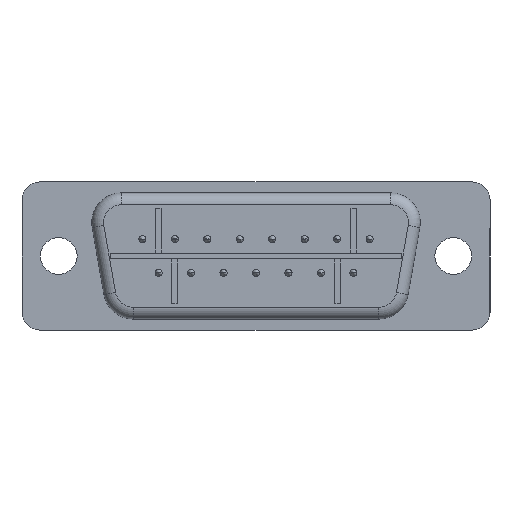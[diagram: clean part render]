
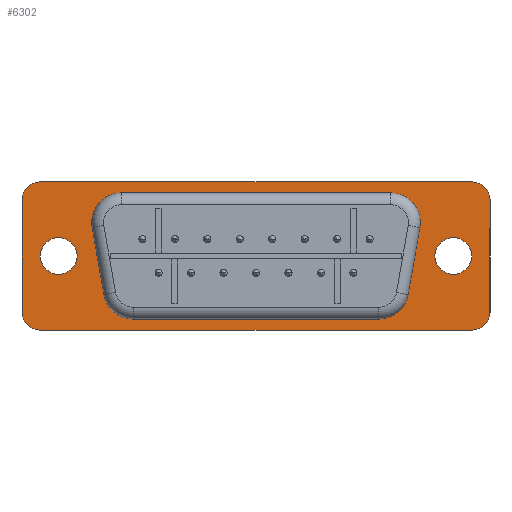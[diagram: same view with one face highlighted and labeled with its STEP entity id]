
A CAD part, front view. The second image highlights one B-rep face of the part: STEP entity #6302.
In plain terms, the highlighted planar face has unit normal (0, -1, 0).
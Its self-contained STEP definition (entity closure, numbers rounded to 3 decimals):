
#5898=CARTESIAN_POINT('',(15.1,8.927,-0.8));
#5899=VERTEX_POINT('',#5898);
#5915=CARTESIAN_POINT('',(18.2,8.927,-0.8));
#5916=VERTEX_POINT('',#5915);
#5923=CARTESIAN_POINT('',(16.65,8.927,-0.8));
#5924=DIRECTION('',(0.0,1.0,0.0));
#5925=DIRECTION('',(-1.0,0.0,0.0));
#5926=AXIS2_PLACEMENT_3D('',#5923,#5924,#5925);
#5927=CIRCLE('',#5926,1.55);
#5928=EDGE_CURVE('',#5899,#5916,#5927,.T.);
#5940=CARTESIAN_POINT('',(-18.2,8.927,-0.8));
#5941=VERTEX_POINT('',#5940);
#5957=CARTESIAN_POINT('',(-15.1,8.927,-0.8));
#5958=VERTEX_POINT('',#5957);
#5965=CARTESIAN_POINT('',(-16.65,8.927,-0.8));
#5966=DIRECTION('',(0.0,1.0,0.0));
#5967=DIRECTION('',(-1.0,0.0,0.0));
#5968=AXIS2_PLACEMENT_3D('',#5965,#5966,#5967);
#5969=CIRCLE('',#5968,1.55);
#5970=EDGE_CURVE('',#5941,#5958,#5969,.T.);
#5981=CARTESIAN_POINT('',(-16.65,8.927,-0.8));
#5982=DIRECTION('',(0.0,1.0,0.0));
#5983=DIRECTION('',(-1.0,0.0,0.0));
#5984=AXIS2_PLACEMENT_3D('',#5981,#5982,#5983);
#5985=CIRCLE('',#5984,1.55);
#5986=EDGE_CURVE('',#5958,#5941,#5985,.T.);
#6005=CARTESIAN_POINT('',(16.65,8.927,-0.8));
#6006=DIRECTION('',(0.0,1.0,0.0));
#6007=DIRECTION('',(-1.0,0.0,0.0));
#6008=AXIS2_PLACEMENT_3D('',#6005,#6006,#6007);
#6009=CIRCLE('',#6008,1.55);
#6010=EDGE_CURVE('',#5916,#5899,#6009,.T.);
#6028=CARTESIAN_POINT('',(-18.25,8.927,5.45));
#6029=VERTEX_POINT('',#6028);
#6030=CARTESIAN_POINT('',(18.25,8.927,5.45));
#6031=VERTEX_POINT('',#6030);
#6032=CARTESIAN_POINT('',(-18.25,8.927,5.45));
#6033=DIRECTION('',(1.0,0.0,0.0));
#6034=VECTOR('',#6033,36.5);
#6035=LINE('',#6032,#6034);
#6036=EDGE_CURVE('',#6029,#6031,#6035,.T.);
#6068=CARTESIAN_POINT('',(19.75,8.927,3.95));
#6069=VERTEX_POINT('',#6068);
#6070=CARTESIAN_POINT('',(18.25,8.927,3.95));
#6071=DIRECTION('',(0.,1.0,0.));
#6072=DIRECTION('',(0.707,0.,0.707));
#6073=AXIS2_PLACEMENT_3D('',#6070,#6071,#6072);
#6074=CIRCLE('',#6073,1.5);
#6075=EDGE_CURVE('',#6031,#6069,#6074,.T.);
#6101=CARTESIAN_POINT('',(19.75,8.927,-5.55));
#6102=VERTEX_POINT('',#6101);
#6103=CARTESIAN_POINT('',(19.75,8.927,3.95));
#6104=DIRECTION('',(0.0,0.0,-1.0));
#6105=VECTOR('',#6104,9.5);
#6106=LINE('',#6103,#6105);
#6107=EDGE_CURVE('',#6069,#6102,#6106,.T.);
#6132=CARTESIAN_POINT('',(18.25,8.927,-7.05));
#6133=VERTEX_POINT('',#6132);
#6134=CARTESIAN_POINT('',(18.25,8.927,-5.55));
#6135=DIRECTION('',(0.,1.0,0.));
#6136=DIRECTION('',(0.707,0.,-0.707));
#6137=AXIS2_PLACEMENT_3D('',#6134,#6135,#6136);
#6138=CIRCLE('',#6137,1.5);
#6139=EDGE_CURVE('',#6102,#6133,#6138,.T.);
#6165=CARTESIAN_POINT('',(-18.25,8.927,-7.05));
#6166=VERTEX_POINT('',#6165);
#6167=CARTESIAN_POINT('',(18.25,8.927,-7.05));
#6168=DIRECTION('',(-1.0,0.0,0.0));
#6169=VECTOR('',#6168,36.5);
#6170=LINE('',#6167,#6169);
#6171=EDGE_CURVE('',#6133,#6166,#6170,.T.);
#6196=CARTESIAN_POINT('',(-19.75,8.927,-5.55));
#6197=VERTEX_POINT('',#6196);
#6198=CARTESIAN_POINT('',(-18.25,8.927,-5.55));
#6199=DIRECTION('',(0.,1.0,0.));
#6200=DIRECTION('',(-0.707,0.,-0.707));
#6201=AXIS2_PLACEMENT_3D('',#6198,#6199,#6200);
#6202=CIRCLE('',#6201,1.5);
#6203=EDGE_CURVE('',#6166,#6197,#6202,.T.);
#6229=CARTESIAN_POINT('',(-19.75,8.927,3.95));
#6230=VERTEX_POINT('',#6229);
#6231=CARTESIAN_POINT('',(-19.75,8.927,-5.55));
#6232=DIRECTION('',(0.0,0.0,1.0));
#6233=VECTOR('',#6232,9.5);
#6234=LINE('',#6231,#6233);
#6235=EDGE_CURVE('',#6197,#6230,#6234,.T.);
#6260=CARTESIAN_POINT('',(-18.25,8.927,3.95));
#6261=DIRECTION('',(0.,1.,0.));
#6262=DIRECTION('',(-0.707,0.,0.707));
#6263=AXIS2_PLACEMENT_3D('',#6260,#6261,#6262);
#6264=CIRCLE('',#6263,1.5);
#6265=EDGE_CURVE('',#6230,#6029,#6264,.T.);
#6279=CARTESIAN_POINT('',(0.,8.927,-0.8));
#6280=DIRECTION('',(0.0,1.0,0.0));
#6281=DIRECTION('',(-1.0,0.0,0.0));
#6282=AXIS2_PLACEMENT_3D('',#6279,#6280,#6281);
#6283=PLANE('',#6282);
#6284=ORIENTED_EDGE('',*,*,#6036,.F.);
#6285=ORIENTED_EDGE('',*,*,#6265,.F.);
#6286=ORIENTED_EDGE('',*,*,#6235,.F.);
#6287=ORIENTED_EDGE('',*,*,#6203,.F.);
#6288=ORIENTED_EDGE('',*,*,#6171,.F.);
#6289=ORIENTED_EDGE('',*,*,#6139,.F.);
#6290=ORIENTED_EDGE('',*,*,#6107,.F.);
#6291=ORIENTED_EDGE('',*,*,#6075,.F.);
#6292=EDGE_LOOP('',(#6284,#6285,#6286,#6287,#6288,#6289,#6290,#6291));
#6293=FACE_OUTER_BOUND('',#6292,.T.);
#6294=ORIENTED_EDGE('',*,*,#5970,.T.);
#6295=ORIENTED_EDGE('',*,*,#5986,.T.);
#6296=EDGE_LOOP('',(#6294,#6295));
#6297=FACE_BOUND('',#6296,.T.);
#6298=ORIENTED_EDGE('',*,*,#5928,.T.);
#6299=ORIENTED_EDGE('',*,*,#6010,.T.);
#6300=EDGE_LOOP('',(#6298,#6299));
#6301=FACE_BOUND('',#6300,.T.);
#6302=ADVANCED_FACE('',(#6293,#6297,#6301),#6283,.F.);
